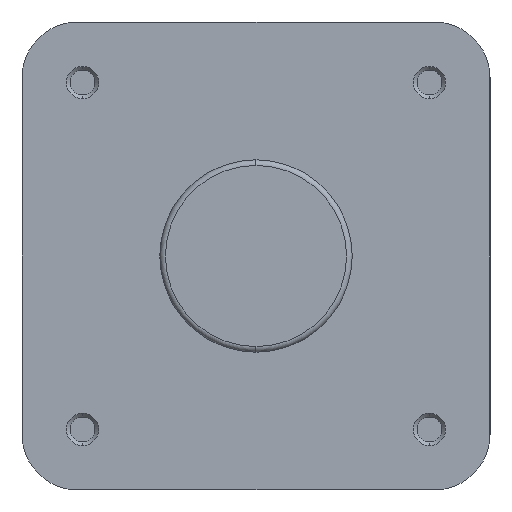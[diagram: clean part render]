
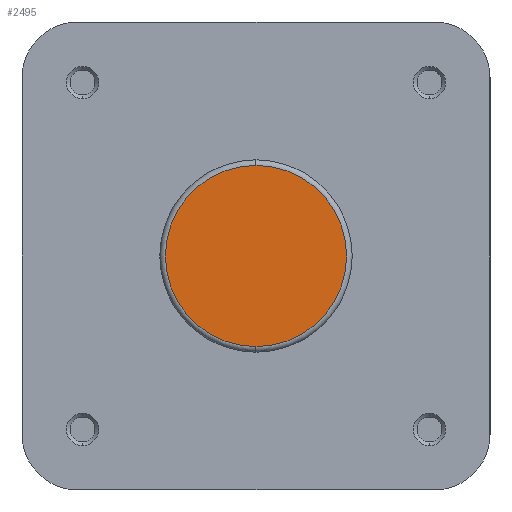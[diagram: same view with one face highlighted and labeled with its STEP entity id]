
A CAD part, left-side view. The second image highlights one B-rep face of the part: STEP entity #2495.
In plain terms, the highlighted planar face has unit normal (-1, 0, 0).
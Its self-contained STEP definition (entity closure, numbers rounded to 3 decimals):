
#24 = EDGE_CURVE ( 'NONE', #2982, #2983, #4076, .T. ) ;
#446 = FACE_OUTER_BOUND ( 'NONE', #4128, .T. ) ;
#510 = CIRCLE ( 'NONE', #3779, 24.4 ) ;
#2495 = ADVANCED_FACE ( 'NONE', ( #446 ), #5025, .F. ) ;
#2749 = DIRECTION ( 'NONE',  ( 0., 0., -1. ) ) ;
#2751 = DIRECTION ( 'NONE',  ( -1., 0., 0. ) ) ;
#2753 = CARTESIAN_POINT ( 'NONE',  ( 0., 0., 0. ) ) ;
#2982 = VERTEX_POINT ( 'NONE', #5262 ) ;
#2983 = VERTEX_POINT ( 'NONE', #5263 ) ;
#3098 = EDGE_CURVE ( 'NONE', #2983, #2982, #510, .T. ) ;
#3500 = AXIS2_PLACEMENT_3D ( 'NONE', #2753, #2751, #2749 ) ;
#3763 = AXIS2_PLACEMENT_3D ( 'NONE', #5024, #5027, #5028 ) ;
#3779 = AXIS2_PLACEMENT_3D ( 'NONE', #5424, #5426, #5427 ) ;
#4076 = CIRCLE ( 'NONE', #3500, 24.4 ) ;
#4128 = EDGE_LOOP ( 'NONE', ( #5576, #5575 ) ) ;
#5024 = CARTESIAN_POINT ( 'NONE',  ( 0., 0., 0. ) ) ;
#5025 = PLANE ( 'NONE',  #3763 ) ;
#5027 = DIRECTION ( 'NONE',  ( 1., 0., 0. ) ) ;
#5028 = DIRECTION ( 'NONE',  ( 0., 0., -1. ) ) ;
#5262 = CARTESIAN_POINT ( 'NONE',  ( 0., 0., -24.4 ) ) ;
#5263 = CARTESIAN_POINT ( 'NONE',  ( 0., 0., 24.4 ) ) ;
#5424 = CARTESIAN_POINT ( 'NONE',  ( 0., 0., 0. ) ) ;
#5426 = DIRECTION ( 'NONE',  ( -1., 0., 0. ) ) ;
#5427 = DIRECTION ( 'NONE',  ( 0., 0., -1. ) ) ;
#5575 = ORIENTED_EDGE ( 'NONE', *, *, #3098, .T. ) ;
#5576 = ORIENTED_EDGE ( 'NONE', *, *, #24, .T. ) ;
